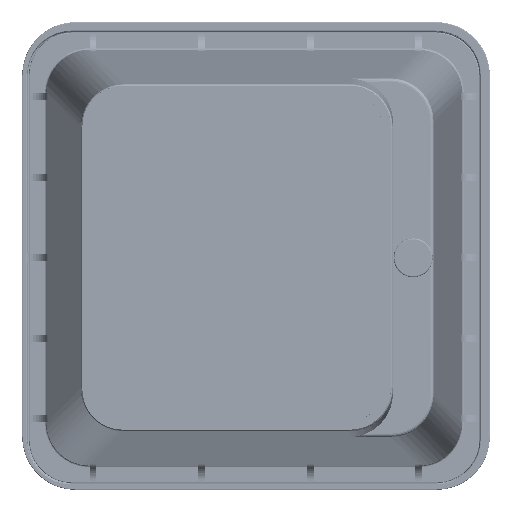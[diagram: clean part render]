
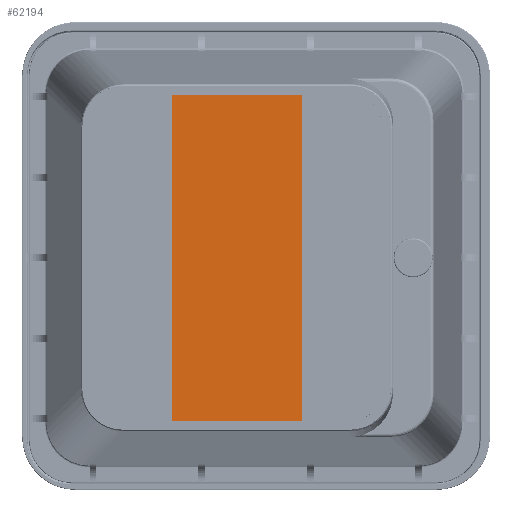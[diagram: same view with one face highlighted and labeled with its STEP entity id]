
A CAD part, front view. The second image highlights one B-rep face of the part: STEP entity #62194.
In plain terms, the highlighted planar face has unit normal (0, -1, 0).
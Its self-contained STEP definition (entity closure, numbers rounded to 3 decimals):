
#5010=PLANE('',#67039);
#7791=FACE_OUTER_BOUND('',#11515,.T.);
#11515=EDGE_LOOP('',(#48754,#48755,#48756,#48757));
#15403=LINE('',#127105,#19104);
#15404=LINE('',#127107,#19105);
#15405=LINE('',#127109,#19106);
#15406=LINE('',#127110,#19107);
#19104=VECTOR('',#77570,10.);
#19105=VECTOR('',#77571,10.);
#19106=VECTOR('',#77572,10.);
#19107=VECTOR('',#77573,10.);
#27649=VERTEX_POINT('',#127103);
#27650=VERTEX_POINT('',#127104);
#27651=VERTEX_POINT('',#127106);
#27652=VERTEX_POINT('',#127108);
#35309=EDGE_CURVE('',#27649,#27650,#15403,.T.);
#35310=EDGE_CURVE('',#27651,#27649,#15404,.T.);
#35311=EDGE_CURVE('',#27652,#27651,#15405,.T.);
#35312=EDGE_CURVE('',#27650,#27652,#15406,.T.);
#48754=ORIENTED_EDGE('',*,*,#35309,.F.);
#48755=ORIENTED_EDGE('',*,*,#35310,.F.);
#48756=ORIENTED_EDGE('',*,*,#35311,.F.);
#48757=ORIENTED_EDGE('',*,*,#35312,.F.);
#62194=ADVANCED_FACE('',(#7791),#5010,.F.);
#67039=AXIS2_PLACEMENT_3D('',#127102,#77568,#77569);
#77568=DIRECTION('center_axis',(0.,1.,0.));
#77569=DIRECTION('ref_axis',(1.,0.,0.));
#77570=DIRECTION('',(-1.,0.,0.));
#77571=DIRECTION('',(0.,0.,-1.));
#77572=DIRECTION('',(1.,0.,0.));
#77573=DIRECTION('',(0.,0.,1.));
#127102=CARTESIAN_POINT('Origin',(0.,0.,0.));
#127103=CARTESIAN_POINT('',(34.925,0.,-119.559));
#127104=CARTESIAN_POINT('',(-60.325,0.,-119.559));
#127105=CARTESIAN_POINT('',(25.654,0.,-119.559));
#127106=CARTESIAN_POINT('',(34.925,0.,119.559));
#127107=CARTESIAN_POINT('',(34.925,0.,31.75));
#127108=CARTESIAN_POINT('',(-60.325,0.,119.559));
#127109=CARTESIAN_POINT('',(-44.272,0.,119.559));
#127110=CARTESIAN_POINT('',(-60.325,0.,31.75));
